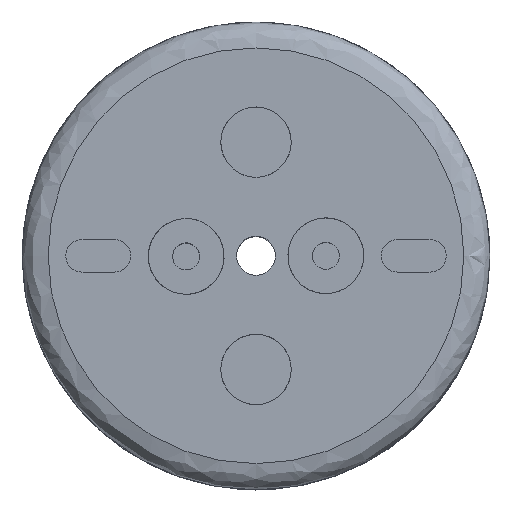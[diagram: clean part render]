
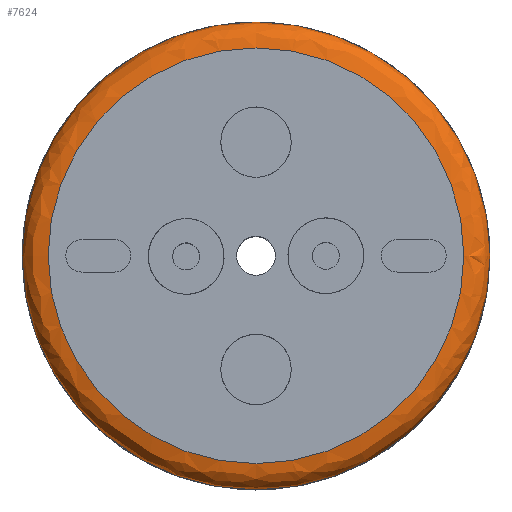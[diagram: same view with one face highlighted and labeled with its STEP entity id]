
A CAD part, top view. The second image highlights one B-rep face of the part: STEP entity #7624.
In plain terms, the highlighted free-form (B-spline) face has degree [3, 3] with [4, 7] control points.
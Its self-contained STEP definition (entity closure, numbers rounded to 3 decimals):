
#6358=CARTESIAN_POINT('',(9.6,-0.,59.999));
#6359=VERTEX_POINT('',#6358);
#6360=CARTESIAN_POINT('',(-0.,-0.,59.999));
#6361=DIRECTION('',(0.,-0.,1.));
#6362=DIRECTION('',(1.,0.,0.));
#6363=AXIS2_PLACEMENT_3D('',#6360,#6361,#6362);
#6364=CIRCLE('',#6363,9.6);
#6365=EDGE_CURVE('',#6359,#6359,#6364,.T.);
#7571=CARTESIAN_POINT('',(10.8,-0.,58.999));
#7572=VERTEX_POINT('',#7571);
#7573=CARTESIAN_POINT('',(-0.,-0.,58.999));
#7574=DIRECTION('',(0.,-0.,-1.));
#7575=DIRECTION('',(1.,-0.,0.));
#7576=AXIS2_PLACEMENT_3D('',#7573,#7574,#7575);
#7577=CIRCLE('',#7576,10.8);
#7578=EDGE_CURVE('',#7572,#7572,#7577,.T.);
#7583=CARTESIAN_POINT('',(9.6,-0.,59.999));
#7584=CARTESIAN_POINT('',(9.6,19.2,59.999));
#7585=CARTESIAN_POINT('',(-9.6,19.2,59.999));
#7586=CARTESIAN_POINT('',(-9.6,-0.,59.999));
#7587=CARTESIAN_POINT('',(-9.6,-19.2,59.999));
#7588=CARTESIAN_POINT('',(9.6,-19.2,59.999));
#7589=CARTESIAN_POINT('',(9.6,-0.,59.999));
#7590=CARTESIAN_POINT('',(10.4,-0.,59.999));
#7591=CARTESIAN_POINT('',(10.4,20.8,59.999));
#7592=CARTESIAN_POINT('',(-10.4,20.8,59.999));
#7593=CARTESIAN_POINT('',(-10.4,-0.,59.999));
#7594=CARTESIAN_POINT('',(-10.4,-20.8,59.999));
#7595=CARTESIAN_POINT('',(10.4,-20.8,59.999));
#7596=CARTESIAN_POINT('',(10.4,-0.,59.999));
#7597=CARTESIAN_POINT('',(10.8,-0.,59.499));
#7598=CARTESIAN_POINT('',(10.8,21.6,59.499));
#7599=CARTESIAN_POINT('',(-10.8,21.6,59.499));
#7600=CARTESIAN_POINT('',(-10.8,-0.,59.499));
#7601=CARTESIAN_POINT('',(-10.8,-21.6,59.499));
#7602=CARTESIAN_POINT('',(10.8,-21.6,59.499));
#7603=CARTESIAN_POINT('',(10.8,-0.,59.499));
#7604=CARTESIAN_POINT('',(10.8,-0.,58.999));
#7605=CARTESIAN_POINT('',(10.8,21.6,58.999));
#7606=CARTESIAN_POINT('',(-10.8,21.6,58.999));
#7607=CARTESIAN_POINT('',(-10.8,-0.,58.999));
#7608=CARTESIAN_POINT('',(-10.8,-21.6,58.999));
#7609=CARTESIAN_POINT('',(10.8,-21.6,58.999));
#7610=CARTESIAN_POINT('',(10.8,-0.,58.999));
#7611=(BOUNDED_SURFACE()
B_SPLINE_SURFACE(3,3,((#7583,#7584,#7585,#7586,#7587,#7588,#7589),(#7590,#7591,#7592,#7593,#7594,#7595,#7596),(#7597,#7598,#7599,#7600,#7601,#7602,#7603),(#7604,#7605,#7606,#7607,#7608,#7609,#7610)),.UNSPECIFIED.,.F.,.T.,.U.)
B_SPLINE_SURFACE_WITH_KNOTS((4,4),(4,3,4),(0.25,0.5),(0.,0.5,1.),.UNSPECIFIED.)
GEOMETRIC_REPRESENTATION_ITEM()
RATIONAL_B_SPLINE_SURFACE(((0.5,0.167,0.167,0.5,0.167,0.167,0.5),(0.5,0.167,0.167,0.5,0.167,0.167,0.5),(0.667,0.222,0.222,0.667,0.222,0.222,0.667),(1.,0.333,0.333,1.,0.333,0.333,1.)))
REPRESENTATION_ITEM('')
SURFACE()
);
#7612=CARTESIAN_POINT('',(10.8,-0.,58.999));
#7613=CARTESIAN_POINT('',(10.8,-0.,59.499));
#7614=CARTESIAN_POINT('',(10.4,-0.,59.999));
#7615=CARTESIAN_POINT('',(9.6,-0.,59.999));
#7616=(BOUNDED_CURVE()
B_SPLINE_CURVE(3,(#7612,#7613,#7614,#7615),.UNSPECIFIED.,.F.,.F.)
B_SPLINE_CURVE_WITH_KNOTS((4,4),(0.5,0.75),.UNSPECIFIED.)
CURVE()
GEOMETRIC_REPRESENTATION_ITEM()
RATIONAL_B_SPLINE_CURVE((1.,0.667,0.5,0.5))
REPRESENTATION_ITEM(''));
#7617=EDGE_CURVE('',#7572,#6359,#7616,.T.);
#7618=ORIENTED_EDGE('',*,*,#7617,.T.);
#7619=ORIENTED_EDGE('',*,*,#6365,.F.);
#7620=ORIENTED_EDGE('',*,*,#7617,.F.);
#7621=ORIENTED_EDGE('',*,*,#7578,.F.);
#7622=EDGE_LOOP('',(#7618,#7619,#7620,#7621));
#7623=FACE_BOUND('',#7622,.T.);
#7624=ADVANCED_FACE('',(#7623),#7611,.T.);
